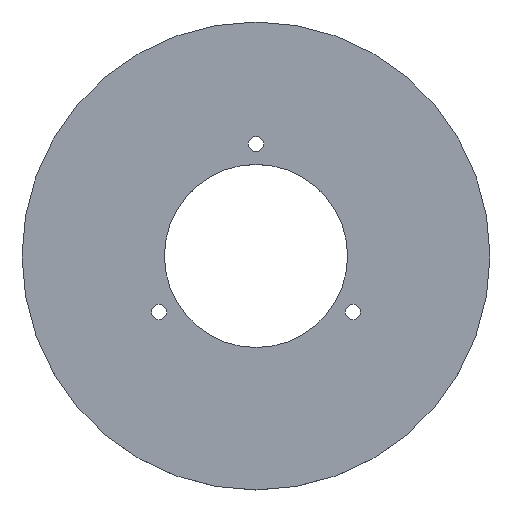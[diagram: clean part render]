
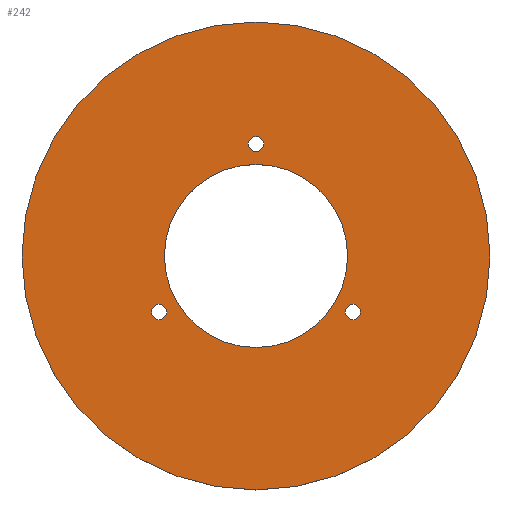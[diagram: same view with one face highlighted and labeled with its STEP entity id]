
A CAD part, top view. The second image highlights one B-rep face of the part: STEP entity #242.
In plain terms, the highlighted planar face has unit normal (0, 0, 1).
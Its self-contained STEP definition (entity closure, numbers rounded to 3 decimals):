
#29 = CIRCLE ( 'NONE', #421, 18. ) ;
#36 = CARTESIAN_POINT ( 'NONE',  ( -17.553, -11., 5. ) ) ;
#39 = VERTEX_POINT ( 'NONE', #69 ) ;
#41 = DIRECTION ( 'NONE',  ( -1., 0., 0. ) ) ;
#42 = EDGE_CURVE ( 'NONE', #54, #339, #29, .T. ) ;
#43 = DIRECTION ( 'NONE',  ( 0., 0., -1. ) ) ;
#48 = DIRECTION ( 'NONE',  ( -1., 0., 0. ) ) ;
#49 = DIRECTION ( 'NONE',  ( 1., 0., 0. ) ) ;
#50 = AXIS2_PLACEMENT_3D ( 'NONE', #73, #294, #41 ) ;
#53 = CIRCLE ( 'NONE', #327, 18. ) ;
#54 = VERTEX_POINT ( 'NONE', #329 ) ;
#57 = CARTESIAN_POINT ( 'NONE',  ( 17.553, -11., 5. ) ) ;
#58 = ORIENTED_EDGE ( 'NONE', *, *, #42, .F. ) ;
#64 = FACE_BOUND ( 'NONE', #81, .T. ) ;
#67 = EDGE_LOOP ( 'NONE', ( #160, #172 ) ) ;
#69 = CARTESIAN_POINT ( 'NONE',  ( -1.5, 22., 5. ) ) ;
#72 = CARTESIAN_POINT ( 'NONE',  ( 46., 0., 5. ) ) ;
#73 = CARTESIAN_POINT ( 'NONE',  ( 19.053, -11., 5. ) ) ;
#79 = CARTESIAN_POINT ( 'NONE',  ( -19.053, -11., 5. ) ) ;
#81 = EDGE_LOOP ( 'NONE', ( #406, #366 ) ) ;
#84 = CARTESIAN_POINT ( 'NONE',  ( 0., 0., 5. ) ) ;
#93 = AXIS2_PLACEMENT_3D ( 'NONE', #123, #106, #364 ) ;
#101 = DIRECTION ( 'NONE',  ( -1., 0., 0. ) ) ;
#106 = DIRECTION ( 'NONE',  ( 0., 0., -1. ) ) ;
#107 = DIRECTION ( 'NONE',  ( -1., 0., 0. ) ) ;
#115 = CIRCLE ( 'NONE', #141, 1.5 ) ;
#116 = VERTEX_POINT ( 'NONE', #72 ) ;
#121 = CIRCLE ( 'NONE', #125, 1.5 ) ;
#122 = ORIENTED_EDGE ( 'NONE', *, *, #259, .F. ) ;
#123 = CARTESIAN_POINT ( 'NONE',  ( -19.053, -11., 5. ) ) ;
#125 = AXIS2_PLACEMENT_3D ( 'NONE', #185, #399, #101 ) ;
#130 = DIRECTION ( 'NONE',  ( 0., 0., 1. ) ) ;
#135 = EDGE_CURVE ( 'NONE', #391, #39, #121, .T. ) ;
#141 = AXIS2_PLACEMENT_3D ( 'NONE', #397, #362, #107 ) ;
#155 = DIRECTION ( 'NONE',  ( 0., 0., 1. ) ) ;
#157 = PLANE ( 'NONE',  #348 ) ;
#159 = VERTEX_POINT ( 'NONE', #296 ) ;
#160 = ORIENTED_EDGE ( 'NONE', *, *, #337, .T. ) ;
#164 = ORIENTED_EDGE ( 'NONE', *, *, #262, .T. ) ;
#172 = ORIENTED_EDGE ( 'NONE', *, *, #378, .T. ) ;
#177 = DIRECTION ( 'NONE',  ( 0., 0., 1. ) ) ;
#181 = VERTEX_POINT ( 'NONE', #416 ) ;
#182 = CIRCLE ( 'NONE', #192, 46. ) ;
#183 = CARTESIAN_POINT ( 'NONE',  ( -18., 0., 5. ) ) ;
#185 = CARTESIAN_POINT ( 'NONE',  ( 0., 22., 5. ) ) ;
#186 = DIRECTION ( 'NONE',  ( 1., 0., 0. ) ) ;
#192 = AXIS2_PLACEMENT_3D ( 'NONE', #374, #130, #388 ) ;
#194 = VERTEX_POINT ( 'NONE', #57 ) ;
#210 = CIRCLE ( 'NONE', #50, 1.5 ) ;
#227 = CARTESIAN_POINT ( 'NONE',  ( 0., 0., 5. ) ) ;
#236 = CIRCLE ( 'NONE', #415, 1.5 ) ;
#242 = ADVANCED_FACE ( 'NONE', ( #64, #264, #430, #345, #245 ), #157, .T. ) ;
#245 = FACE_BOUND ( 'NONE', #394, .T. ) ;
#254 = CARTESIAN_POINT ( 'NONE',  ( 1.5, 22., 5. ) ) ;
#257 = DIRECTION ( 'NONE',  ( -1., 0., 0. ) ) ;
#259 = EDGE_CURVE ( 'NONE', #339, #54, #53, .T. ) ;
#262 = EDGE_CURVE ( 'NONE', #159, #386, #338, .T. ) ;
#264 = FACE_BOUND ( 'NONE', #375, .T. ) ;
#267 = EDGE_CURVE ( 'NONE', #461, #116, #420, .T. ) ;
#274 = ORIENTED_EDGE ( 'NONE', *, *, #453, .T. ) ;
#283 = ORIENTED_EDGE ( 'NONE', *, *, #351, .T. ) ;
#294 = DIRECTION ( 'NONE',  ( 0., 0., -1. ) ) ;
#295 = CARTESIAN_POINT ( 'NONE',  ( 0., 22., 5. ) ) ;
#296 = CARTESIAN_POINT ( 'NONE',  ( -20.553, -11., 5. ) ) ;
#297 = DIRECTION ( 'NONE',  ( 0., 0., -1. ) ) ;
#298 = CIRCLE ( 'NONE', #93, 1.5 ) ;
#303 = DIRECTION ( 'NONE',  ( 0., 0., 1. ) ) ;
#305 = EDGE_CURVE ( 'NONE', #39, #391, #236, .T. ) ;
#309 = CARTESIAN_POINT ( 'NONE',  ( -46., 0., 5. ) ) ;
#327 = AXIS2_PLACEMENT_3D ( 'NONE', #407, #155, #368 ) ;
#329 = CARTESIAN_POINT ( 'NONE',  ( 18., 0., 5. ) ) ;
#337 = EDGE_CURVE ( 'NONE', #194, #181, #210, .T. ) ;
#338 = CIRCLE ( 'NONE', #369, 1.5 ) ;
#339 = VERTEX_POINT ( 'NONE', #183 ) ;
#345 = FACE_OUTER_BOUND ( 'NONE', #469, .T. ) ;
#348 = AXIS2_PLACEMENT_3D ( 'NONE', #84, #303, #49 ) ;
#351 = EDGE_CURVE ( 'NONE', #386, #159, #298, .T. ) ;
#362 = DIRECTION ( 'NONE',  ( 0., 0., -1. ) ) ;
#364 = DIRECTION ( 'NONE',  ( -1., 0., 0. ) ) ;
#366 = ORIENTED_EDGE ( 'NONE', *, *, #135, .T. ) ;
#368 = DIRECTION ( 'NONE',  ( 1., 0., 0. ) ) ;
#369 = AXIS2_PLACEMENT_3D ( 'NONE', #79, #297, #48 ) ;
#374 = CARTESIAN_POINT ( 'NONE',  ( 0., 0., 5. ) ) ;
#375 = EDGE_LOOP ( 'NONE', ( #164, #283 ) ) ;
#378 = EDGE_CURVE ( 'NONE', #181, #194, #115, .T. ) ;
#386 = VERTEX_POINT ( 'NONE', #36 ) ;
#388 = DIRECTION ( 'NONE',  ( 1., 0., 0. ) ) ;
#391 = VERTEX_POINT ( 'NONE', #254 ) ;
#393 = AXIS2_PLACEMENT_3D ( 'NONE', #227, #435, #186 ) ;
#394 = EDGE_LOOP ( 'NONE', ( #122, #58 ) ) ;
#396 = CARTESIAN_POINT ( 'NONE',  ( 0., 0., 5. ) ) ;
#397 = CARTESIAN_POINT ( 'NONE',  ( 19.053, -11., 5. ) ) ;
#399 = DIRECTION ( 'NONE',  ( 0., 0., -1. ) ) ;
#406 = ORIENTED_EDGE ( 'NONE', *, *, #305, .T. ) ;
#407 = CARTESIAN_POINT ( 'NONE',  ( 0., 0., 5. ) ) ;
#415 = AXIS2_PLACEMENT_3D ( 'NONE', #295, #43, #257 ) ;
#416 = CARTESIAN_POINT ( 'NONE',  ( 20.553, -11., 5. ) ) ;
#420 = CIRCLE ( 'NONE', #393, 46. ) ;
#421 = AXIS2_PLACEMENT_3D ( 'NONE', #396, #177, #456 ) ;
#430 = FACE_BOUND ( 'NONE', #67, .T. ) ;
#435 = DIRECTION ( 'NONE',  ( 0., 0., 1. ) ) ;
#453 = EDGE_CURVE ( 'NONE', #116, #461, #182, .T. ) ;
#456 = DIRECTION ( 'NONE',  ( 1., 0., 0. ) ) ;
#461 = VERTEX_POINT ( 'NONE', #309 ) ;
#468 = ORIENTED_EDGE ( 'NONE', *, *, #267, .T. ) ;
#469 = EDGE_LOOP ( 'NONE', ( #468, #274 ) ) ;
